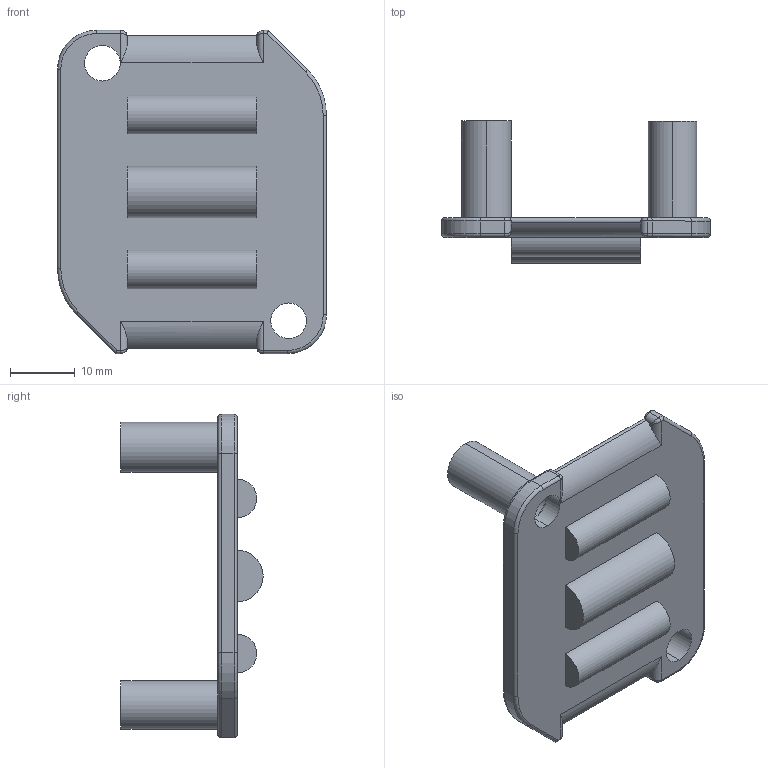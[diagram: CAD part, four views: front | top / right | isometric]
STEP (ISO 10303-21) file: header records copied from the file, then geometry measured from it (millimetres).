
FILE_DESCRIPTION((''),'2;1');
FILE_NAME('VALVE_CLAMPPLATE','2024-12-06T18:33:27',('weiss'),(''),'CREO PARAMETRIC BY PTC INC, 2022014','CREO PARAMETRIC BY PTC INC, 2022014','');
FILE_SCHEMA(('CONFIG_CONTROL_DESIGN'));
Length unit declared in the file: millimetre
Products named in the file (1): VALVE_CLAMPPLATE
Bounding box: 41.6 x 22 x 50 mm (x, y, z)
Volume: 7190.5 mm3; surface area: 5906.5 mm2
Topology: 1 solids, 1 shells, 87 faces, 198 edges, 120 vertices
Faces by surface type: cylinder 47, plane 24, bspline 8, torus 8
Entity records: 2918 total; most frequent: CARTESIAN_POINT 939, DIRECTION 410, ORIENTED_EDGE 396, EDGE_CURVE 198, AXIS2_PLACEMENT_3D 161, VERTEX_POINT 120, EDGE_LOOP 98, VECTOR 88
